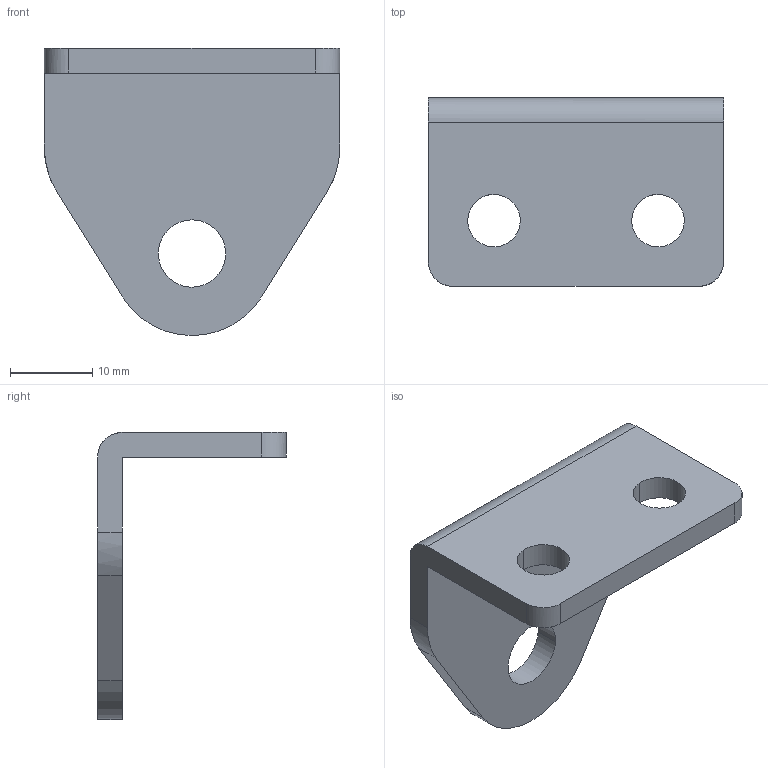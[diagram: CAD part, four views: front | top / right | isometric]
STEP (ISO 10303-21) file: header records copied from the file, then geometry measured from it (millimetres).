
FILE_DESCRIPTION((''),'2;1');
FILE_NAME('','2005-04-20T11:14:42',(''),(''),'','CADfix','');
FILE_SCHEMA(('AUTOMOTIVE_DESIGN'));
Length unit declared in the file: millimetre
Products named in the file (1): bracket
Bounding box: 36 x 23 x 35 mm (x, y, z)
Volume: 4726.5 mm3; surface area: 3823.9 mm2
Topology: 1 solids, 1 shells, 21 faces, 69 edges, 50 vertices
Faces by surface type: bspline 21
Entity records: 797 total; most frequent: CARTESIAN_POINT 401, ORIENTED_EDGE 138, EDGE_CURVE 69, VERTEX_POINT 50, QUASI_UNIFORM_CURVE 33, EDGE_LOOP 27, FACE_OUTER_BOUND 21, ADVANCED_FACE 21
